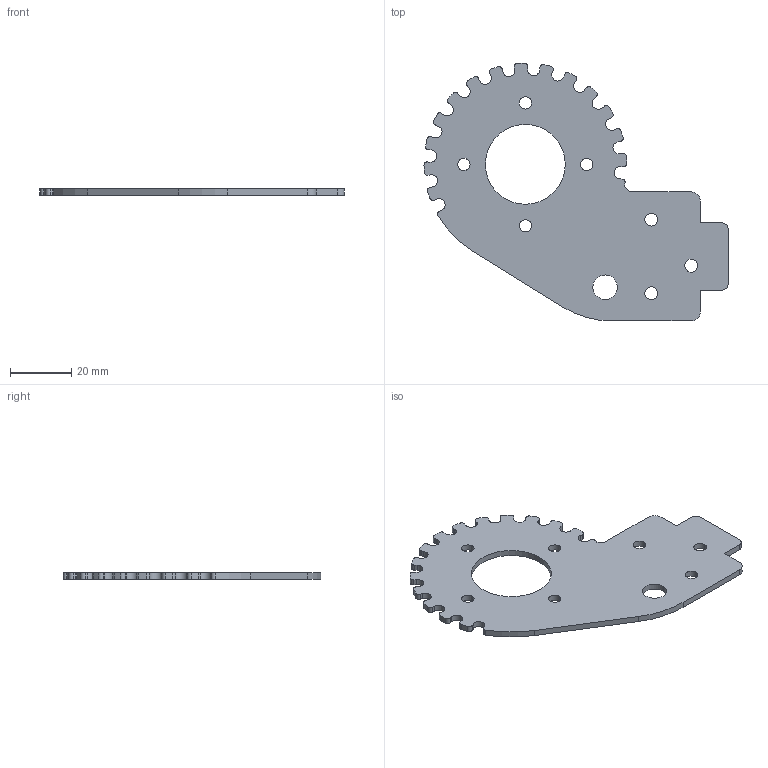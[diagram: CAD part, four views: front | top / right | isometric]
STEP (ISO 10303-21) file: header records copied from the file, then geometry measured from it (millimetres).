
FILE_DESCRIPTION((''),'2;1');
FILE_NAME('OBMP-ELB-P2-1324','2023-10-11T17:16:26',('ccha425'),('Department of Mechanical Engineering, The University of Auckland'),'CREO PARAMETRIC BY PTC INC, 2017260','CREO PARAMETRIC BY PTC INC, 2017260','');
FILE_SCHEMA(('CONFIG_CONTROL_DESIGN'));
Length unit declared in the file: millimetre
Products named in the file (1): OBMP-ELB-P2-1324
Bounding box: 99 x 84 x 2 mm (x, y, z)
Volume: 8929 mm3; surface area: 10088.8 mm2
Topology: 1 solids, 1 shells, 125 faces, 369 edges, 246 vertices
Faces by surface type: cylinder 84, plane 41
Entity records: 4325 total; most frequent: DIRECTION 787, CARTESIAN_POINT 740, ORIENTED_EDGE 738, EDGE_CURVE 369, AXIS2_PLACEMENT_3D 293, VERTEX_POINT 246, VECTOR 201, LINE 201
